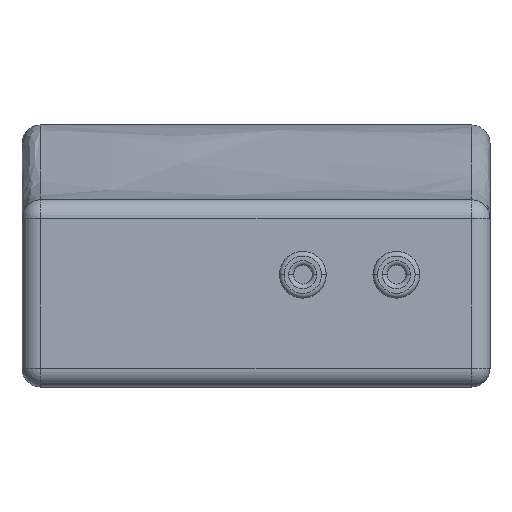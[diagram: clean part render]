
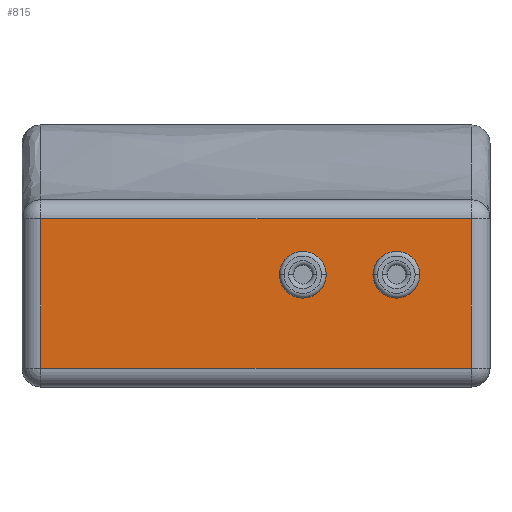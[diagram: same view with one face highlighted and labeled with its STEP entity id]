
A CAD part, front view. The second image highlights one B-rep face of the part: STEP entity #815.
In plain terms, the highlighted planar face has unit normal (0, -1, 0).
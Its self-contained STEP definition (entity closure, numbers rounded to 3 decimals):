
#776=CARTESIAN_POINT('Axis2P3D Location',(0.,0.,0.)) ;
#781=CARTESIAN_POINT('Line Origine',(12.5,0.,9.)) ;
#785=CARTESIAN_POINT('Vertex',(1.,0.,9.)) ;
#787=CARTESIAN_POINT('Vertex',(24.,0.,9.)) ;
#790=CARTESIAN_POINT('Line Origine',(1.,0.,5.)) ;
#794=CARTESIAN_POINT('Vertex',(1.,0.,1.)) ;
#797=CARTESIAN_POINT('Line Origine',(12.5,0.,1.)) ;
#801=CARTESIAN_POINT('Vertex',(24.,0.,1.)) ;
#804=CARTESIAN_POINT('Line Origine',(24.,0.,5.)) ;
#777=DIRECTION('Axis2P3D Direction',(0.,1.,0.)) ;
#778=DIRECTION('Axis2P3D XDirection',(0.,0.,1.)) ;
#782=DIRECTION('Vector Direction',(1.,0.,0.)) ;
#791=DIRECTION('Vector Direction',(0.,0.,1.)) ;
#798=DIRECTION('Vector Direction',(1.,0.,0.)) ;
#805=DIRECTION('Vector Direction',(0.,0.,1.)) ;
#779=AXIS2_PLACEMENT_3D('Plane Axis2P3D',#776,#777,#778) ;
#810=ORIENTED_EDGE('',*,*,#789,.F.) ;
#811=ORIENTED_EDGE('',*,*,#796,.F.) ;
#812=ORIENTED_EDGE('',*,*,#803,.F.) ;
#813=ORIENTED_EDGE('',*,*,#808,.F.) ;
#783=VECTOR('Line Direction',#782,1.) ;
#792=VECTOR('Line Direction',#791,1.) ;
#799=VECTOR('Line Direction',#798,1.) ;
#806=VECTOR('Line Direction',#805,1.) ;
#815=ADVANCED_FACE('Corps principal',(#814),#780,.F.) ;
#789=EDGE_CURVE('',#786,#788,#784,.T.) ;
#796=EDGE_CURVE('',#795,#786,#793,.T.) ;
#803=EDGE_CURVE('',#802,#795,#800,.F.) ;
#808=EDGE_CURVE('',#788,#802,#807,.F.) ;
#809=EDGE_LOOP('',(#810,#811,#812,#813)) ;
#814=FACE_OUTER_BOUND('',#809,.T.) ;
#784=LINE('Line',#781,#783) ;
#793=LINE('Line',#790,#792) ;
#800=LINE('Line',#797,#799) ;
#807=LINE('Line',#804,#806) ;
#780=PLANE('',#779) ;
#786=VERTEX_POINT('',#785) ;
#788=VERTEX_POINT('',#787) ;
#795=VERTEX_POINT('',#794) ;
#802=VERTEX_POINT('',#801) ;
